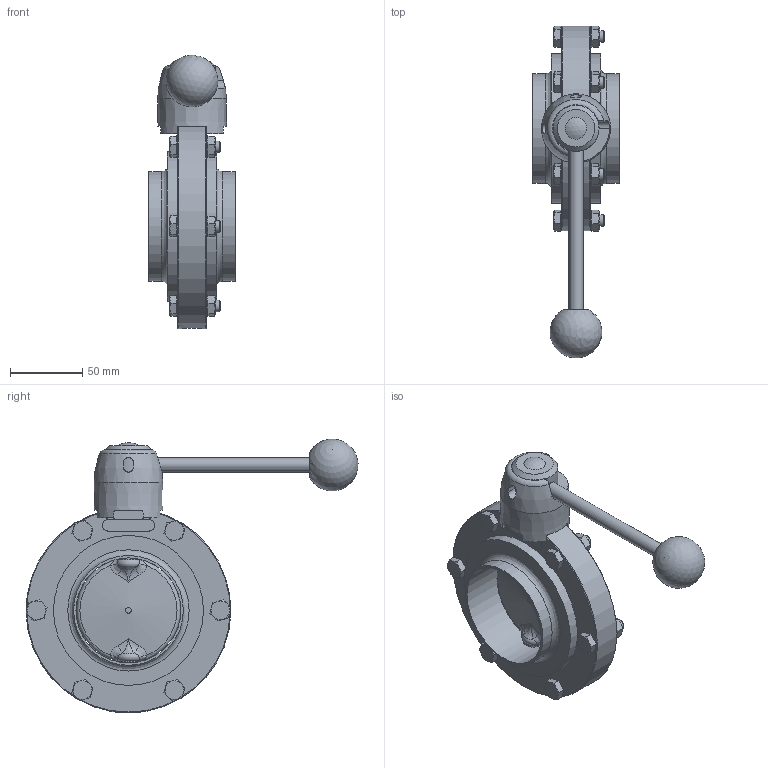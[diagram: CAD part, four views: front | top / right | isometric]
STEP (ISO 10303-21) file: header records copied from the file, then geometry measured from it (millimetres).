
FILE_DESCRIPTION((''),'2;1');
FILE_NAME('52204300XX00.stp','2010-11-26T09:05:26',('Creator'),(''),'Autodesk Inventor 2010','Autodesk Inventor 2010','');
FILE_SCHEMA(('AUTOMOTIVE_DESIGN { 1 0 10303 214 1 1 1 1 }'));
Length unit declared in the file: millimetre
Products named in the file (1): 52204300XX00
Bounding box: 60 x 230.19 x 189.71 mm (x, y, z)
Volume: 435435.6 mm3; surface area: 104253.1 mm2
Topology: 1 solids, 11 shells, 409 faces, 1046 edges, 667 vertices
Faces by surface type: plane 197, cylinder 87, cone 85, bspline 31, torus 7, sphere 2
Full cylindrical faces by diameter (mm): 4.134 x1, 5.5 x1, 6.2 x1, 6.8 x1, 7.2 x2, 7.323 x6, 8 x12, 8.5 x6, 8.8 x3, 9 x1, 10 x1, 10.5 x1, 11.4 x6, 13.8 x1, 14 x3, 16.2 x2, 31.9 x1, 72.8 x1, 76.1 x2, 104 x2, 142 x1
Entity records: 14297 total; most frequent: CARTESIAN_POINT 5581, ORIENTED_EDGE 1800, DIRECTION 1650, EDGE_CURVE 900, AXIS2_PLACEMENT_3D 690, VERTEX_POINT 627, EDGE_LOOP 567, FACE_OUTER_BOUND 408
